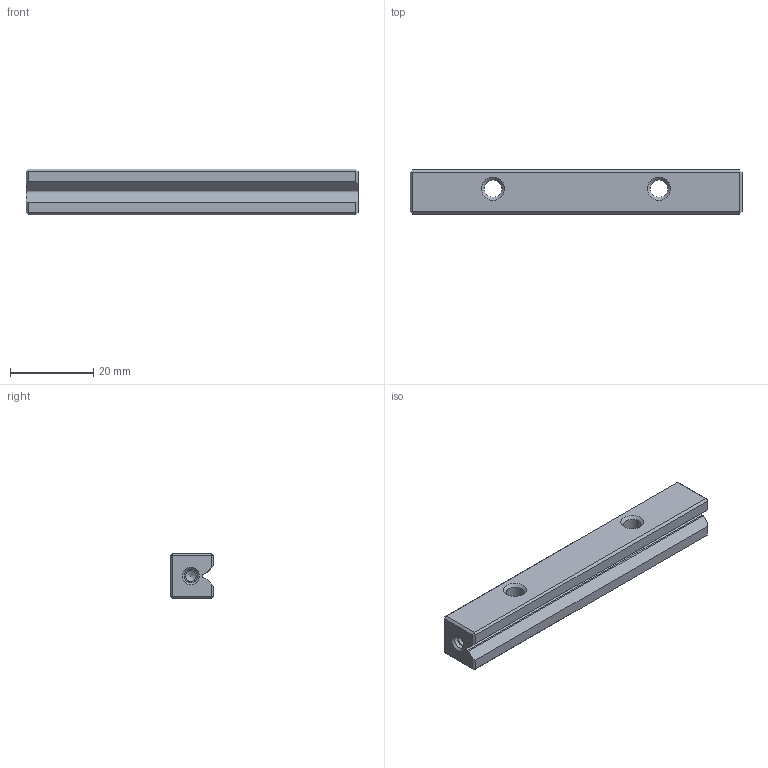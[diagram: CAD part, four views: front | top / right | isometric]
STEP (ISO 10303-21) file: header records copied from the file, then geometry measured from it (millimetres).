
FILE_DESCRIPTION(/* description */ (''),/* implementation_level */ '2;1');
FILE_NAME(/* name */ 'Rail RSDE-4080.stp',/* time_stamp */ '2018-11-12T18:56:08+01:00',/* author */ (''),/* organization */ (''),/* preprocessor_version */ 'ST-DEVELOPER v16.7',/* originating_system */ 'SIEMENS PLM Software NX 12.0',/* authorisation */ '');
FILE_SCHEMA (('AUTOMOTIVE_DESIGN { 1 0 10303 214 3 1 1 1 }'));
Length unit declared in the file: millimetre
Products named in the file (1): 006524_B_2-RSDE-4080
Bounding box: 80 x 10.6 x 11 mm (x, y, z)
Volume: 8085.4 mm3; surface area: 4265.7 mm2
Topology: 1 solids, 1 shells, 54 faces, 117 edges, 69 vertices
Faces by surface type: plane 37, cylinder 9, cone 8
Full cylindrical faces by diameter (mm): 2.6 x2, 3.2 x2, 4.2 x2, 7.5 x2
Entity records: 1326 total; most frequent: DIRECTION 228, CARTESIAN_POINT 213, ORIENTED_EDGE 188, EDGE_CURVE 94, AXIS2_PLACEMENT_3D 79, EDGE_LOOP 78, LINE 70, VECTOR 70
